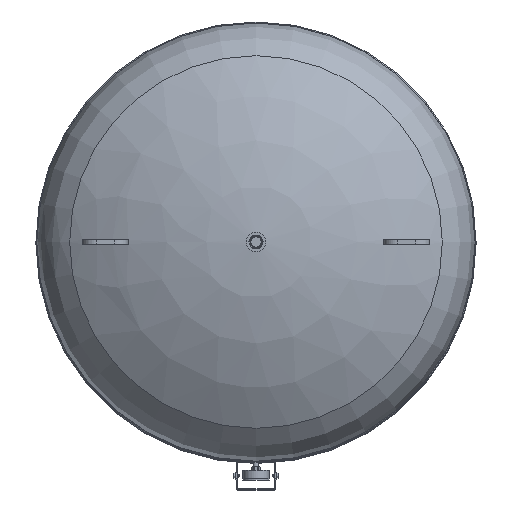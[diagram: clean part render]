
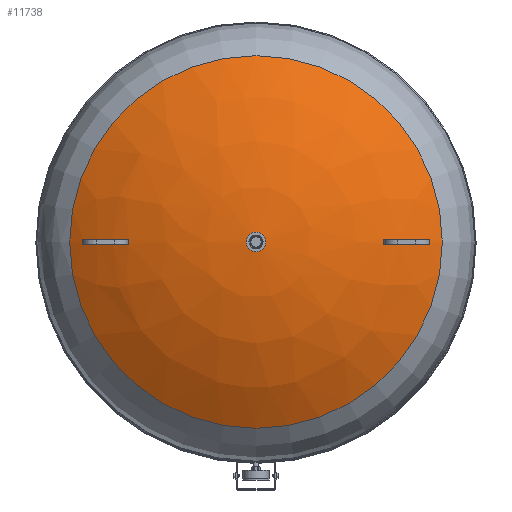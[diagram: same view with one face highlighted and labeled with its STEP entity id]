
A CAD part, top view. The second image highlights one B-rep face of the part: STEP entity #11738.
In plain terms, the highlighted free-form (B-spline) face has degree [2, 2] with [3, 9] control points.
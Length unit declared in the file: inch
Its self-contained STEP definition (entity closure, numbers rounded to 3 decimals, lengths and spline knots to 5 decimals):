
#17=(
BOUNDED_SURFACE()
B_SPLINE_SURFACE(2,2,((#20321,#20322,#20323,#20324,#20325,#20326,#20327,
#20328,#20329),(#20330,#20331,#20332,#20333,#20334,#20335,#20336,#20337,
#20338),(#20339,#20340,#20341,#20342,#20343,#20344,#20345,#20346,#20347)),
 .UNSPECIFIED.,.F.,.T.,.F.)
B_SPLINE_SURFACE_WITH_KNOTS((3,3),(3,2,2,2,3),(1.013,1.54598),
(-3.14159,-1.5708,0.,1.5708,3.14159),
 .UNSPECIFIED.)
GEOMETRIC_REPRESENTATION_ITEM()
RATIONAL_B_SPLINE_SURFACE(((1.,0.707,1.,0.707,1.,
0.707,1.,0.707,1.),(0.965,0.682,
0.965,0.682,0.965,0.682,
0.965,0.682,0.965),(1.,0.707,
1.,0.707,1.,0.707,1.,0.707,1.)))
REPRESENTATION_ITEM('')
SURFACE()
);
#209=(
BOUNDED_CURVE()
B_SPLINE_CURVE(2,(#20350,#20351,#20352),.UNSPECIFIED.,.F.,.F.)
B_SPLINE_CURVE_WITH_KNOTS((3,3),(-1.54598,-1.20096),
 .UNSPECIFIED.)
CURVE()
GEOMETRIC_REPRESENTATION_ITEM()
RATIONAL_B_SPLINE_CURVE((1.,0.977,0.984))
REPRESENTATION_ITEM('')
);
#210=(
BOUNDED_CURVE()
B_SPLINE_CURVE(2,(#20353,#20354,#20355),.UNSPECIFIED.,.F.,.F.)
B_SPLINE_CURVE_WITH_KNOTS((3,3),(-1.05641,-1.013),
 .UNSPECIFIED.)
CURVE()
GEOMETRIC_REPRESENTATION_ITEM()
RATIONAL_B_SPLINE_CURVE((0.995,0.997,1.))
REPRESENTATION_ITEM('')
);
#703=FACE_BOUND('',#2575,.T.);
#1093=CIRCLE('',#12673,30.17219);
#1097=CIRCLE('',#12678,28.37703);
#1101=CIRCLE('',#12687,30.17219);
#1102=CIRCLE('',#12689,26.43106);
#1103=CIRCLE('',#12691,30.17219);
#1107=CIRCLE('',#12696,28.38016);
#1108=CIRCLE('',#12697,28.38016);
#1112=CIRCLE('',#12706,30.17219);
#1113=CIRCLE('',#12708,26.43545);
#1114=CIRCLE('',#12709,26.43545);
#1115=CIRCLE('',#12711,16.06887);
#1117=CIRCLE('',#12713,0.84662);
#1720=FACE_OUTER_BOUND('',#2574,.T.);
#2574=EDGE_LOOP('',(#9131,#9132,#9133,#9134,#9135,#9136,#9137,#9138,#9139,
#9140,#9141,#9142));
#2575=EDGE_LOOP('',(#9143,#9144,#9145,#9146));
#5345=VERTEX_POINT('',#20230);
#5346=VERTEX_POINT('',#20231);
#5352=VERTEX_POINT('',#20245);
#5358=VERTEX_POINT('',#20266);
#5359=VERTEX_POINT('',#20272);
#5360=VERTEX_POINT('',#20273);
#5366=VERTEX_POINT('',#20287);
#5367=VERTEX_POINT('',#20288);
#5373=VERTEX_POINT('',#20310);
#5374=VERTEX_POINT('',#20314);
#5375=VERTEX_POINT('',#20318);
#5376=VERTEX_POINT('',#20348);
#6705=EDGE_CURVE('',#5345,#5346,#1093,.T.);
#6712=EDGE_CURVE('',#5352,#5345,#1097,.T.);
#6722=EDGE_CURVE('',#5358,#5352,#1101,.T.);
#6724=EDGE_CURVE('',#5346,#5358,#1102,.T.);
#6725=EDGE_CURVE('',#5359,#5360,#1103,.T.);
#6732=EDGE_CURVE('',#5366,#5367,#1107,.T.);
#6733=EDGE_CURVE('',#5367,#5359,#1108,.T.);
#6743=EDGE_CURVE('',#5373,#5366,#1112,.T.);
#6745=EDGE_CURVE('',#5360,#5374,#1113,.T.);
#6746=EDGE_CURVE('',#5374,#5373,#1114,.T.);
#6747=EDGE_CURVE('',#5375,#5375,#1115,.T.);
#6749=EDGE_CURVE('',#5376,#5376,#1117,.T.);
#6750=EDGE_CURVE('',#5376,#5367,#209,.T.);
#6751=EDGE_CURVE('',#5374,#5375,#210,.T.);
#9131=ORIENTED_EDGE('',*,*,#6749,.F.);
#9132=ORIENTED_EDGE('',*,*,#6750,.T.);
#9133=ORIENTED_EDGE('',*,*,#6732,.F.);
#9134=ORIENTED_EDGE('',*,*,#6743,.F.);
#9135=ORIENTED_EDGE('',*,*,#6746,.F.);
#9136=ORIENTED_EDGE('',*,*,#6751,.T.);
#9137=ORIENTED_EDGE('',*,*,#6747,.T.);
#9138=ORIENTED_EDGE('',*,*,#6751,.F.);
#9139=ORIENTED_EDGE('',*,*,#6745,.F.);
#9140=ORIENTED_EDGE('',*,*,#6725,.F.);
#9141=ORIENTED_EDGE('',*,*,#6733,.F.);
#9142=ORIENTED_EDGE('',*,*,#6750,.F.);
#9143=ORIENTED_EDGE('',*,*,#6712,.F.);
#9144=ORIENTED_EDGE('',*,*,#6722,.F.);
#9145=ORIENTED_EDGE('',*,*,#6724,.F.);
#9146=ORIENTED_EDGE('',*,*,#6705,.F.);
#11738=ADVANCED_FACE('',(#1720,#703),#17,.F.);
#12673=AXIS2_PLACEMENT_3D('',#20232,#15049,#15050);
#12678=AXIS2_PLACEMENT_3D('',#20246,#15062,#15063);
#12687=AXIS2_PLACEMENT_3D('',#20267,#15086,#15087);
#12689=AXIS2_PLACEMENT_3D('',#20270,#15091,#15092);
#12691=AXIS2_PLACEMENT_3D('',#20274,#15095,#15096);
#12696=AXIS2_PLACEMENT_3D('',#20289,#15108,#15109);
#12697=AXIS2_PLACEMENT_3D('',#20290,#15110,#15111);
#12706=AXIS2_PLACEMENT_3D('',#20311,#15134,#15135);
#12708=AXIS2_PLACEMENT_3D('',#20315,#15139,#15140);
#12709=AXIS2_PLACEMENT_3D('',#20316,#15141,#15142);
#12711=AXIS2_PLACEMENT_3D('',#20319,#15145,#15146);
#12713=AXIS2_PLACEMENT_3D('',#20349,#15149,#15150);
#15049=DIRECTION('center_axis',(0.,1.,0.));
#15050=DIRECTION('ref_axis',(0.493,0.,0.87));
#15062=DIRECTION('center_axis',(1.,0.,0.));
#15063=DIRECTION('ref_axis',(0.,-0.007,1.));
#15086=DIRECTION('center_axis',(0.,-1.,0.));
#15087=DIRECTION('ref_axis',(0.362,0.,0.932));
#15091=DIRECTION('center_axis',(-1.,0.,0.));
#15092=DIRECTION('ref_axis',(0.,0.007,1.));
#15095=DIRECTION('center_axis',(0.,-1.,0.));
#15096=DIRECTION('ref_axis',(-0.492,0.,0.87));
#15108=DIRECTION('center_axis',(-1.,0.,0.));
#15109=DIRECTION('ref_axis',(0.,0.007,1.));
#15110=DIRECTION('center_axis',(-1.,0.,0.));
#15111=DIRECTION('ref_axis',(0.,0.007,1.));
#15134=DIRECTION('center_axis',(0.,1.,0.));
#15135=DIRECTION('ref_axis',(-0.362,0.,0.932));
#15139=DIRECTION('center_axis',(1.,0.,0.));
#15140=DIRECTION('ref_axis',(0.,-0.007,1.));
#15141=DIRECTION('center_axis',(1.,0.,0.));
#15142=DIRECTION('ref_axis',(0.,-0.007,1.));
#15145=DIRECTION('center_axis',(0.,0.,1.));
#15146=DIRECTION('ref_axis',(-1.,0.,0.));
#15149=DIRECTION('center_axis',(0.,0.,1.));
#15150=DIRECTION('ref_axis',(-1.,0.,0.));
#20230=CARTESIAN_POINT('',(-370.73182,-13.31461,72.16366));
#20231=CARTESIAN_POINT('',(-366.79482,-13.31461,70.29666));
#20232=CARTESIAN_POINT('Origin',(-381.65775,-13.31461,44.0392));
#20245=CARTESIAN_POINT('',(-370.73182,-12.92091,72.16366));
#20246=CARTESIAN_POINT('Origin',(-370.73182,-13.11776,43.78731));
#20266=CARTESIAN_POINT('',(-366.79482,-12.92091,70.29666));
#20267=CARTESIAN_POINT('Origin',(-381.65775,-12.92091,44.0392));
#20270=CARTESIAN_POINT('Origin',(-366.79482,-13.11776,43.86633));
#20272=CARTESIAN_POINT('',(-392.77182,-12.92091,72.16659));
#20273=CARTESIAN_POINT('',(-396.70882,-12.92091,70.30093));
#20274=CARTESIAN_POINT('Origin',(-381.85344,-12.92091,44.0392));
#20287=CARTESIAN_POINT('',(-392.77182,-13.31461,72.16659));
#20288=CARTESIAN_POINT('',(-392.77182,-13.11776,72.16727));
#20289=CARTESIAN_POINT('Origin',(-392.77182,-13.11776,43.78711));
#20290=CARTESIAN_POINT('Origin',(-392.77182,-13.11776,43.78711));
#20310=CARTESIAN_POINT('',(-396.70882,-13.31461,70.30093));
#20311=CARTESIAN_POINT('Origin',(-381.85344,-13.31461,44.0392));
#20314=CARTESIAN_POINT('',(-396.70882,-13.11776,70.30166));
#20315=CARTESIAN_POINT('Origin',(-396.70882,-13.11776,43.86622));
#20316=CARTESIAN_POINT('Origin',(-396.70882,-13.11776,43.86622));
#20318=CARTESIAN_POINT('',(-397.82446,-13.11776,69.63854));
#20319=CARTESIAN_POINT('Origin',(-381.75559,-13.11776,69.63854));
#20321=CARTESIAN_POINT('Ctrl Pts',(-397.82446,-13.11776,
69.63854));
#20322=CARTESIAN_POINT('Ctrl Pts',(-397.82446,-29.18663,
69.63854));
#20323=CARTESIAN_POINT('Ctrl Pts',(-381.75559,-29.18663,
69.63854));
#20324=CARTESIAN_POINT('Ctrl Pts',(-365.68672,-29.18663,
69.63854));
#20325=CARTESIAN_POINT('Ctrl Pts',(-365.68672,-13.11776,
69.63854));
#20326=CARTESIAN_POINT('Ctrl Pts',(-365.68672,2.9511,69.63854));
#20327=CARTESIAN_POINT('Ctrl Pts',(-381.75559,2.9511,69.63854));
#20328=CARTESIAN_POINT('Ctrl Pts',(-397.82446,2.9511,69.63854));
#20329=CARTESIAN_POINT('Ctrl Pts',(-397.82446,-13.11776,
69.63854));
#20330=CARTESIAN_POINT('Ctrl Pts',(-390.83631,-13.11776,
73.99833));
#20331=CARTESIAN_POINT('Ctrl Pts',(-390.83631,-22.19848,
73.99833));
#20332=CARTESIAN_POINT('Ctrl Pts',(-381.75559,-22.19848,
73.99833));
#20333=CARTESIAN_POINT('Ctrl Pts',(-372.67488,-22.19848,73.99833));
#20334=CARTESIAN_POINT('Ctrl Pts',(-372.67488,-13.11776,73.99833));
#20335=CARTESIAN_POINT('Ctrl Pts',(-372.67488,-4.03705,73.99833));
#20336=CARTESIAN_POINT('Ctrl Pts',(-381.75559,-4.03705,
73.99833));
#20337=CARTESIAN_POINT('Ctrl Pts',(-390.83631,-4.03705,
73.99833));
#20338=CARTESIAN_POINT('Ctrl Pts',(-390.83631,-13.11776,
73.99833));
#20339=CARTESIAN_POINT('Ctrl Pts',(-382.60221,-13.11776,
74.20273));
#20340=CARTESIAN_POINT('Ctrl Pts',(-382.60221,-13.96438,
74.20273));
#20341=CARTESIAN_POINT('Ctrl Pts',(-381.75559,-13.96438,
74.20273));
#20342=CARTESIAN_POINT('Ctrl Pts',(-380.90897,-13.96438,
74.20273));
#20343=CARTESIAN_POINT('Ctrl Pts',(-380.90897,-13.11776,
74.20273));
#20344=CARTESIAN_POINT('Ctrl Pts',(-380.90897,-12.27114,
74.20273));
#20345=CARTESIAN_POINT('Ctrl Pts',(-381.75559,-12.27114,
74.20273));
#20346=CARTESIAN_POINT('Ctrl Pts',(-382.60221,-12.27114,
74.20273));
#20347=CARTESIAN_POINT('Ctrl Pts',(-382.60221,-13.11776,
74.20273));
#20348=CARTESIAN_POINT('',(-382.60221,-13.11776,74.20273));
#20349=CARTESIAN_POINT('Origin',(-381.75559,-13.11776,74.20273));
#20350=CARTESIAN_POINT('Ctrl Pts',(-382.60221,-13.11776,
74.20273));
#20351=CARTESIAN_POINT('Ctrl Pts',(-387.86457,-13.11776,
74.0721));
#20352=CARTESIAN_POINT('Ctrl Pts',(-392.77182,-13.11776,
72.16727));
#20353=CARTESIAN_POINT('Ctrl Pts',(-396.70882,-13.11776,
70.30166));
#20354=CARTESIAN_POINT('Ctrl Pts',(-397.27377,-13.11776,
69.9821));
#20355=CARTESIAN_POINT('Ctrl Pts',(-397.82446,-13.11776,
69.63854));
